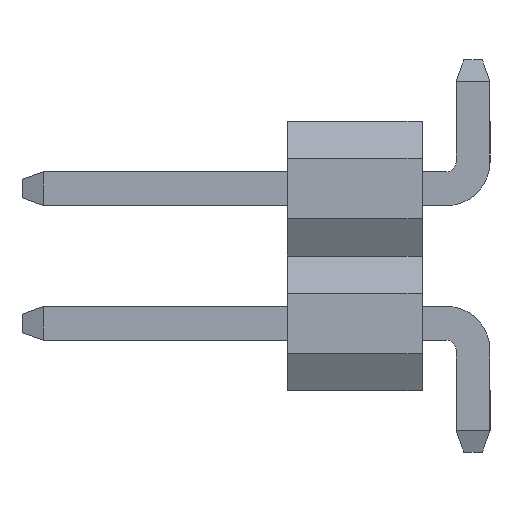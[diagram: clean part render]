
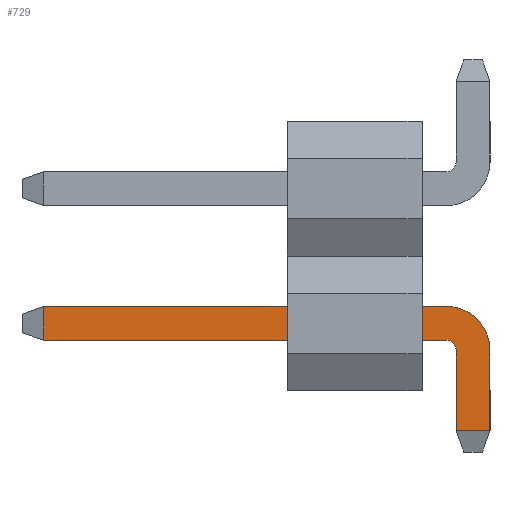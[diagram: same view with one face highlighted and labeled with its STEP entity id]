
A CAD part, left-side view. The second image highlights one B-rep face of the part: STEP entity #729.
In plain terms, the highlighted planar face has unit normal (-1, 0, 0).
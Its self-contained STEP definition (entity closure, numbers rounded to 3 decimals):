
#256=CIRCLE('',#773,0.82);
#257=CIRCLE('',#775,0.18);
#265=FACE_OUTER_BOUND('',#293,.T.);
#293=EDGE_LOOP('',(#557,#558,#559,#560,#561,#562,#563,#564));
#319=LINE('',#1118,#379);
#321=LINE('',#1123,#381);
#327=LINE('',#1143,#387);
#328=LINE('',#1145,#388);
#329=LINE('',#1146,#389);
#330=LINE('',#1147,#390);
#379=VECTOR('',#869,1000.);
#381=VECTOR('',#873,1000.);
#387=VECTOR('',#893,1000.);
#388=VECTOR('',#894,1000.);
#389=VECTOR('',#895,1000.);
#390=VECTOR('',#896,1000.);
#439=VERTEX_POINT('',#1115);
#440=VERTEX_POINT('',#1117);
#441=VERTEX_POINT('',#1121);
#442=VERTEX_POINT('',#1122);
#445=VERTEX_POINT('',#1130);
#448=VERTEX_POINT('',#1137);
#449=VERTEX_POINT('',#1142);
#450=VERTEX_POINT('',#1144);
#479=EDGE_CURVE('',#440,#439,#319,.T.);
#481=EDGE_CURVE('',#441,#442,#321,.T.);
#487=EDGE_CURVE('',#445,#440,#256,.T.);
#489=EDGE_CURVE('',#448,#441,#257,.T.);
#491=EDGE_CURVE('',#448,#449,#327,.T.);
#492=EDGE_CURVE('',#449,#450,#328,.T.);
#493=EDGE_CURVE('',#445,#450,#329,.T.);
#494=EDGE_CURVE('',#439,#442,#330,.T.);
#557=ORIENTED_EDGE('',*,*,#491,.T.);
#558=ORIENTED_EDGE('',*,*,#492,.T.);
#559=ORIENTED_EDGE('',*,*,#493,.F.);
#560=ORIENTED_EDGE('',*,*,#487,.T.);
#561=ORIENTED_EDGE('',*,*,#479,.T.);
#562=ORIENTED_EDGE('',*,*,#494,.T.);
#563=ORIENTED_EDGE('',*,*,#481,.F.);
#564=ORIENTED_EDGE('',*,*,#489,.F.);
#671=PLANE('',#777);
#729=ADVANCED_FACE('',(#265),#671,.F.);
#773=AXIS2_PLACEMENT_3D('',#1134,#882,#883);
#775=AXIS2_PLACEMENT_3D('',#1139,#887,#888);
#777=AXIS2_PLACEMENT_3D('',#1141,#891,#892);
#869=DIRECTION('',(0.,1.,0.));
#873=DIRECTION('',(0.,1.,0.));
#882=DIRECTION('center_axis',(-1.,0.,0.));
#883=DIRECTION('ref_axis',(0.,0.,1.));
#887=DIRECTION('center_axis',(-1.,0.,0.));
#888=DIRECTION('ref_axis',(0.,0.,1.));
#891=DIRECTION('center_axis',(1.,0.,0.));
#892=DIRECTION('ref_axis',(0.,1.,0.));
#893=DIRECTION('',(0.,0.,-1.));
#894=DIRECTION('',(0.,-1.,0.));
#895=DIRECTION('',(0.,0.,-1.));
#896=DIRECTION('',(0.,0.,-1.));
#1115=CARTESIAN_POINT('',(-0.32,2.74,2.744));
#1117=CARTESIAN_POINT('',(-0.32,-4.86,2.744));
#1118=CARTESIAN_POINT('',(-0.32,-4.86,2.744));
#1121=CARTESIAN_POINT('',(-0.32,-4.86,2.104));
#1122=CARTESIAN_POINT('',(-0.32,2.74,2.104));
#1123=CARTESIAN_POINT('',(-0.32,-4.86,2.104));
#1130=CARTESIAN_POINT('',(-0.32,-5.68,1.924));
#1134=CARTESIAN_POINT('Origin',(-0.32,-4.86,1.924));
#1137=CARTESIAN_POINT('',(-0.32,-5.04,1.924));
#1139=CARTESIAN_POINT('Origin',(-0.32,-4.86,1.924));
#1141=CARTESIAN_POINT('Origin',(-0.32,-5.04,1.924));
#1142=CARTESIAN_POINT('',(-0.32,-5.04,0.4));
#1143=CARTESIAN_POINT('',(-0.32,-5.04,1.924));
#1144=CARTESIAN_POINT('',(-0.32,-5.68,0.4));
#1145=CARTESIAN_POINT('',(-0.32,-5.68,0.4));
#1146=CARTESIAN_POINT('',(-0.32,-5.68,1.924));
#1147=CARTESIAN_POINT('',(-0.32,2.74,1.924));
